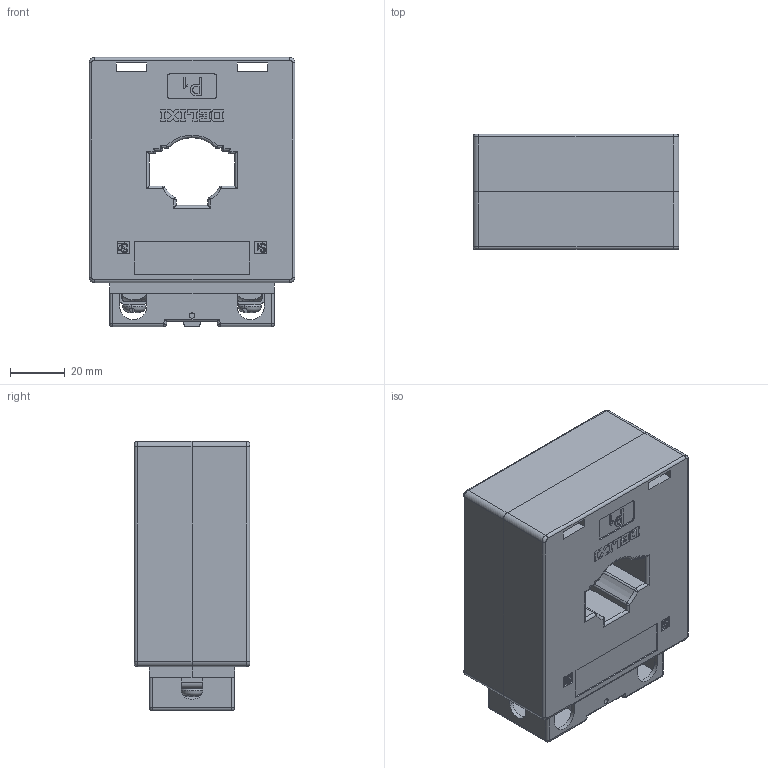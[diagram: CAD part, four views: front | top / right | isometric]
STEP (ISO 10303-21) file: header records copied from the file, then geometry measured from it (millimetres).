
FILE_DESCRIPTION (( 'STEP AP203' ), '1' );
FILE_NAME ('装配体最终图纸老款大30超声波.STEP', '2024-06-19T02:09:26', ( '微软用户' ), ( '微软中国' ), 'SwSTEP 2.0', 'SolidWorks 2019', '' );
FILE_SCHEMA (( 'CONFIG_CONTROL_DESIGN' ));
Length unit declared in the file: millimetre
Products named in the file (7): 湮30P陔.-3; 肣И璃5x10陔; 装配体最终图纸老款大30超声波; 陔湮30P2-3; 諉盄蹟佪3; 裔陔; 諉盄啣
Assembly tree (9 placements, depth 2):
  装配体最终图纸老款大30超声波
    湮30P陔.-3
    陔湮30P2-3
    肣И璃5x10陔  x2
    諉盄蹟佪3  x2
    諉盄啣  x2
    裔陔
Bounding box: 75 x 42 x 98 mm (x, y, z)
Volume: 65841.7 mm3; surface area: 71306.5 mm2
Topology: 9 solids, 9 shells, 1230 faces, 3273 edges, 2096 vertices
Faces by surface type: plane 824, cylinder 221, bspline 85, torus 48, sphere 36, cone 16
Entity records: 41198 total; most frequent: CARTESIAN_POINT 12223, ORIENTED_EDGE 6086, DIRECTION 5407, EDGE_CURVE 3043, VECTOR 2367, LINE 2367, VERTEX_POINT 1972, AXIS2_PLACEMENT_3D 1520
